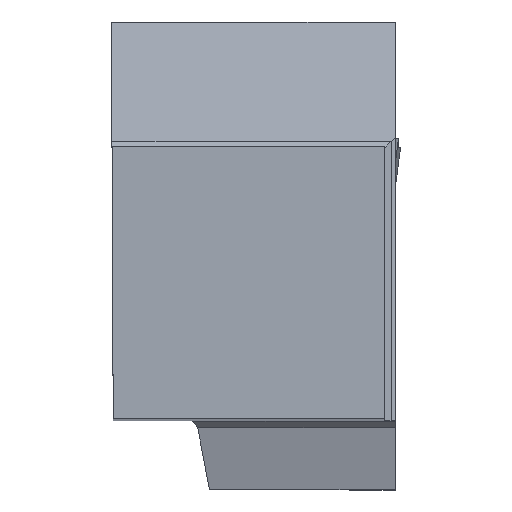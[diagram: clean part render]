
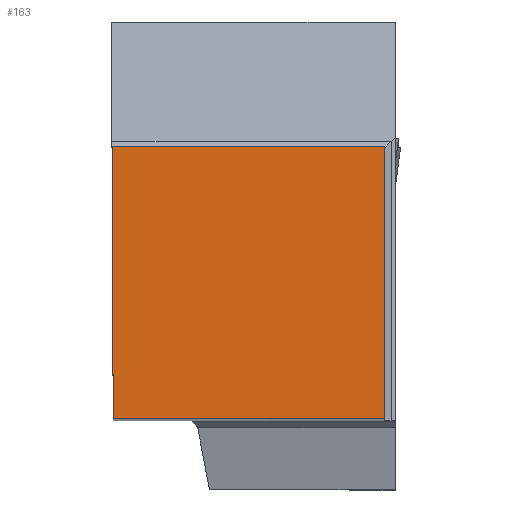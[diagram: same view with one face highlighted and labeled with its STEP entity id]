
A CAD part, top view. The second image highlights one B-rep face of the part: STEP entity #163.
In plain terms, the highlighted planar face has unit normal (0, 0, 1).
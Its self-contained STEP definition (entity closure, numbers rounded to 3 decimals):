
#163=ADVANCED_FACE('BLANK_BOXF006',(#271),#213,.F.);
#213=PLANE('',#1412);
#271=FACE_OUTER_BOUND('',#334,.T.);
#334=EDGE_LOOP('',(#635,#636,#637,#638));
#635=ORIENTED_EDGE('',*,*,#991,.T.);
#636=ORIENTED_EDGE('',*,*,#992,.T.);
#637=ORIENTED_EDGE('',*,*,#987,.T.);
#638=ORIENTED_EDGE('',*,*,#993,.T.);
#834=VERTEX_POINT('',#2210);
#835=VERTEX_POINT('',#2212);
#838=VERTEX_POINT('',#2220);
#839=VERTEX_POINT('',#2221);
#987=EDGE_CURVE('',#835,#834,#1120,.T.);
#991=EDGE_CURVE('',#838,#839,#1124,.T.);
#992=EDGE_CURVE('',#839,#835,#1125,.T.);
#993=EDGE_CURVE('',#834,#838,#1126,.T.);
#1120=LINE('',#2211,#1252);
#1124=LINE('',#2219,#1256);
#1125=LINE('',#2222,#1257);
#1126=LINE('',#2223,#1258);
#1252=VECTOR('',#1686,1.);
#1256=VECTOR('',#1692,1.);
#1257=VECTOR('',#1693,1.);
#1258=VECTOR('',#1694,1.);
#1412=AXIS2_PLACEMENT_3D('',#2224,#1695,#1696);
#1686=DIRECTION('',(0.004,-1.,0.));
#1692=DIRECTION('',(0.,1.,0.));
#1693=DIRECTION('',(-1.,0.,0.));
#1694=DIRECTION('',(1.,0.,0.));
#1695=DIRECTION('',(0.,0.,-1.));
#1696=DIRECTION('',(0.,-1.,0.));
#2210=CARTESIAN_POINT('',(0.087,0.,0.));
#2211=CARTESIAN_POINT('',(-0.462,125.649,0.));
#2212=CARTESIAN_POINT('',(0.,19.875,0.));
#2219=CARTESIAN_POINT('',(19.875,-125.65,0.));
#2220=CARTESIAN_POINT('',(19.875,0.,0.));
#2221=CARTESIAN_POINT('',(19.875,19.875,0.));
#2222=CARTESIAN_POINT('',(125.65,19.875,0.));
#2223=CARTESIAN_POINT('',(-125.65,0.,0.));
#2224=CARTESIAN_POINT('',(20.675,-5.,0.));
